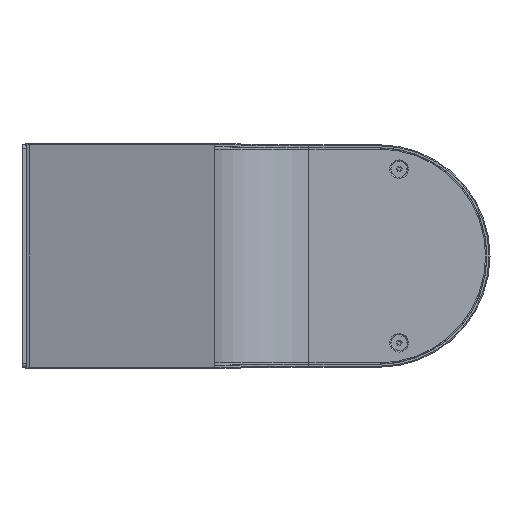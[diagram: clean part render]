
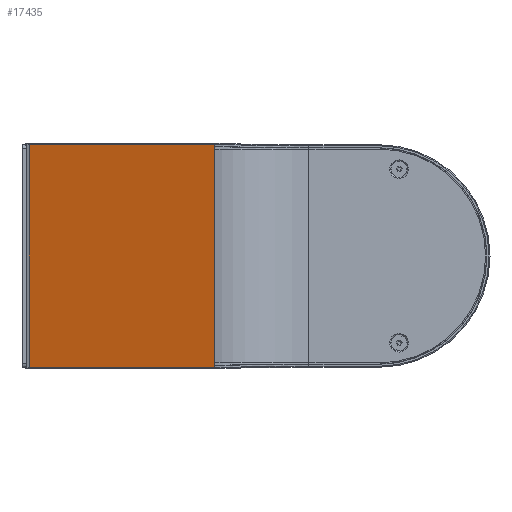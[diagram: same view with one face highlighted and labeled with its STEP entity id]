
A CAD part, front view. The second image highlights one B-rep face of the part: STEP entity #17435.
In plain terms, the highlighted face is planar.
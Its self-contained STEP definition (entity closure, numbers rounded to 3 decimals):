
#414 = ORIENTED_EDGE ( 'NONE', *, *, #33304, .F. ) ;
#945 = CARTESIAN_POINT ( 'NONE',  ( 25., 436., 55. ) ) ;
#3649 = DIRECTION ( 'NONE',  ( 0., -1., 0. ) ) ;
#3788 = ORIENTED_EDGE ( 'NONE', *, *, #30783, .F. ) ;
#3797 = CARTESIAN_POINT ( 'NONE',  ( 25., 673., -54.5 ) ) ;
#3953 = EDGE_CURVE ( 'NONE', #24289, #44610, #19192, .T. ) ;
#6415 = CARTESIAN_POINT ( 'NONE',  ( 25., 436., 54.5 ) ) ;
#6504 = AXIS2_PLACEMENT_3D ( 'NONE', #32054, #24909, #24682 ) ;
#6803 = DIRECTION ( 'NONE',  ( 0., -1., 0. ) ) ;
#11136 = CARTESIAN_POINT ( 'NONE',  ( 25., 436., -54.5 ) ) ;
#14966 = DIRECTION ( 'NONE',  ( 0., 0., -1. ) ) ;
#15524 = DIRECTION ( 'NONE',  ( 0., 0., -1. ) ) ;
#17012 = ORIENTED_EDGE ( 'NONE', *, *, #3953, .T. ) ;
#17180 = VERTEX_POINT ( 'NONE', #11136 ) ;
#17435 = ADVANCED_FACE ( 'NONE', ( #39209 ), #20883, .F. ) ;
#19192 = LINE ( 'NONE', #33695, #27337 ) ;
#20883 = PLANE ( 'NONE',  #6504 ) ;
#22344 = EDGE_CURVE ( 'NONE', #44610, #17180, #33625, .T. ) ;
#24289 = VERTEX_POINT ( 'NONE', #34411 ) ;
#24682 = DIRECTION ( 'NONE',  ( 0., 0., 1. ) ) ;
#24909 = DIRECTION ( 'NONE',  ( -1., 0., 0. ) ) ;
#25229 = LINE ( 'NONE', #36409, #34624 ) ;
#25431 = VECTOR ( 'NONE', #6803, 1000. ) ;
#27337 = VECTOR ( 'NONE', #3649, 1000. ) ;
#28446 = VECTOR ( 'NONE', #15524, 1000. ) ;
#30783 = EDGE_CURVE ( 'NONE', #42442, #17180, #46642, .T. ) ;
#32054 = CARTESIAN_POINT ( 'NONE',  ( 25., 673., -54.5 ) ) ;
#33304 = EDGE_CURVE ( 'NONE', #24289, #42442, #25229, .T. ) ;
#33625 = LINE ( 'NONE', #945, #28446 ) ;
#33695 = CARTESIAN_POINT ( 'NONE',  ( 25., 673., 54.5 ) ) ;
#34411 = CARTESIAN_POINT ( 'NONE',  ( 25., 673., 54.5 ) ) ;
#34624 = VECTOR ( 'NONE', #14966, 1000. ) ;
#35531 = ORIENTED_EDGE ( 'NONE', *, *, #22344, .T. ) ;
#35598 = EDGE_LOOP ( 'NONE', ( #17012, #35531, #3788, #414 ) ) ;
#36409 = CARTESIAN_POINT ( 'NONE',  ( 25., 673., -54.5 ) ) ;
#39209 = FACE_OUTER_BOUND ( 'NONE', #35598, .T. ) ;
#42118 = CARTESIAN_POINT ( 'NONE',  ( 25., 673., -54.5 ) ) ;
#42442 = VERTEX_POINT ( 'NONE', #3797 ) ;
#44610 = VERTEX_POINT ( 'NONE', #6415 ) ;
#46642 = LINE ( 'NONE', #42118, #25431 ) ;
